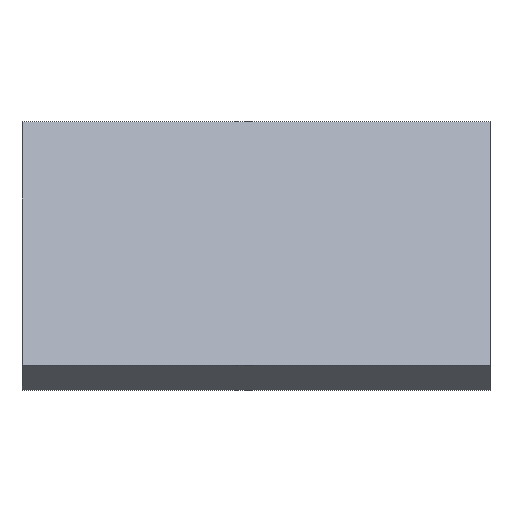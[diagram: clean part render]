
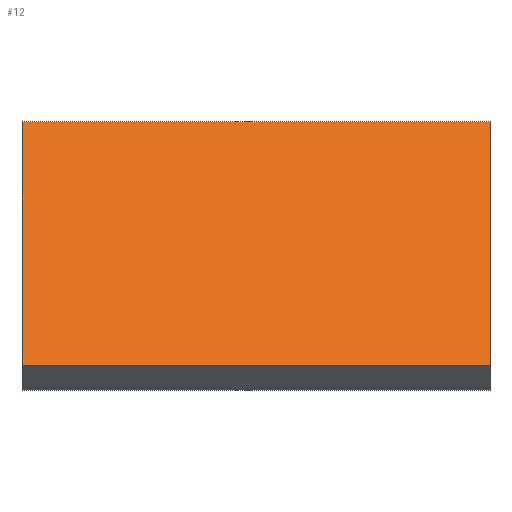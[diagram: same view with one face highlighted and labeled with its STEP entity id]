
A CAD part, left-side view. The second image highlights one B-rep face of the part: STEP entity #12.
In plain terms, the highlighted planar face has unit normal (-0.866, 0, 0.5).
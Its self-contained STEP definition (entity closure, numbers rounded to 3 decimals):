
#7 = DIRECTION ( 'NONE',  ( -0.5, 0., -0.866 ) ) ;
#12 = ADVANCED_FACE ( 'NONE', ( #528 ), #445, .T. ) ;
#20 = CARTESIAN_POINT ( 'NONE',  ( -10.167, 50., 23.19 ) ) ;
#27 = LINE ( 'NONE', #78, #453 ) ;
#47 = ORIENTED_EDGE ( 'NONE', *, *, #488, .T. ) ;
#57 = VERTEX_POINT ( 'NONE', #524 ) ;
#69 = CARTESIAN_POINT ( 'NONE',  ( -25.167, 50., -2.79 ) ) ;
#78 = CARTESIAN_POINT ( 'NONE',  ( -10.167, 50., 23.19 ) ) ;
#81 = EDGE_CURVE ( 'NONE', #455, #57, #100, .T. ) ;
#91 = AXIS2_PLACEMENT_3D ( 'NONE', #441, #493, #490 ) ;
#100 = LINE ( 'NONE', #544, #545 ) ;
#147 = CARTESIAN_POINT ( 'NONE',  ( -17.667, 50., 10.2 ) ) ;
#189 = CARTESIAN_POINT ( 'NONE',  ( -17.667, 0., 10.2 ) ) ;
#192 = ORIENTED_EDGE ( 'NONE', *, *, #81, .T. ) ;
#274 = DIRECTION ( 'NONE',  ( -0.5, 0., -0.866 ) ) ;
#277 = CARTESIAN_POINT ( 'NONE',  ( -10.167, 0., 23.19 ) ) ;
#294 = VERTEX_POINT ( 'NONE', #277 ) ;
#295 = EDGE_CURVE ( 'NONE', #294, #57, #543, .T. ) ;
#330 = ORIENTED_EDGE ( 'NONE', *, *, #391, .F. ) ;
#343 = EDGE_LOOP ( 'NONE', ( #542, #330, #47, #192 ) ) ;
#387 = DIRECTION ( 'NONE',  ( 0., -1., 0. ) ) ;
#391 = EDGE_CURVE ( 'NONE', #485, #294, #27, .T. ) ;
#431 = VECTOR ( 'NONE', #274, 1000. ) ;
#441 = CARTESIAN_POINT ( 'NONE',  ( -17.667, 50., 10.2 ) ) ;
#445 = PLANE ( 'NONE',  #91 ) ;
#453 = VECTOR ( 'NONE', #387, 1000. ) ;
#454 = LINE ( 'NONE', #147, #431 ) ;
#455 = VERTEX_POINT ( 'NONE', #69 ) ;
#485 = VERTEX_POINT ( 'NONE', #20 ) ;
#488 = EDGE_CURVE ( 'NONE', #485, #455, #454, .T. ) ;
#490 = DIRECTION ( 'NONE',  ( 0.5, 0., 0.866 ) ) ;
#493 = DIRECTION ( 'NONE',  ( -0.866, 0., 0.5 ) ) ;
#505 = DIRECTION ( 'NONE',  ( 0., -1., 0. ) ) ;
#524 = CARTESIAN_POINT ( 'NONE',  ( -25.167, 0., -2.79 ) ) ;
#528 = FACE_OUTER_BOUND ( 'NONE', #343, .T. ) ;
#542 = ORIENTED_EDGE ( 'NONE', *, *, #295, .F. ) ;
#543 = LINE ( 'NONE', #189, #558 ) ;
#544 = CARTESIAN_POINT ( 'NONE',  ( -25.167, 50., -2.79 ) ) ;
#545 = VECTOR ( 'NONE', #505, 1000. ) ;
#558 = VECTOR ( 'NONE', #7, 1000. ) ;
